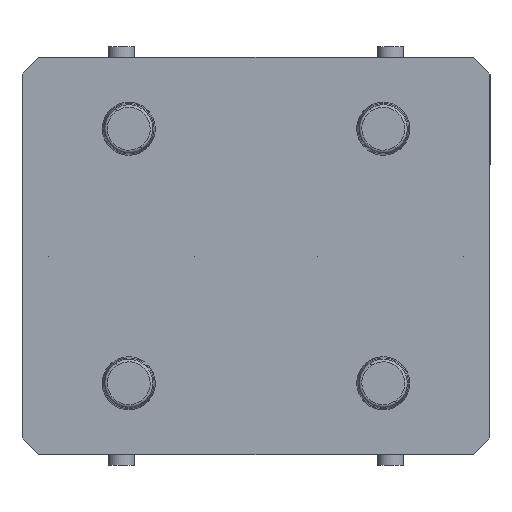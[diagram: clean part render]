
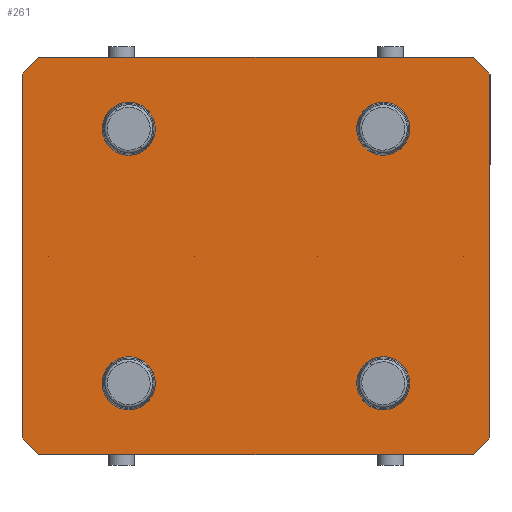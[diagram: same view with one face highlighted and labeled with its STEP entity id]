
A CAD part, front view. The second image highlights one B-rep face of the part: STEP entity #261.
In plain terms, the highlighted planar face has unit normal (0, -1, 0).
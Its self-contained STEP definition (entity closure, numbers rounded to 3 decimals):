
#9 = CARTESIAN_POINT ( 'NONE',  ( 48., 0., 48. ) ) ;
#25 = AXIS2_PLACEMENT_3D ( 'NONE', #673, #9143, #9062 ) ;
#43 = CARTESIAN_POINT ( 'NONE',  ( -88.265, 0., -68.65 ) ) ;
#104 = VERTEX_POINT ( 'NONE', #43 ) ;
#236 = CARTESIAN_POINT ( 'NONE',  ( -48., 0., -48. ) ) ;
#261 = ADVANCED_FACE ( 'NONE', ( #1232, #13007, #6199, #7998, #12029 ), #10579, .F. ) ;
#378 = AXIS2_PLACEMENT_3D ( 'NONE', #12118, #11136, #10321 ) ;
#463 = LINE ( 'NONE', #6935, #4434 ) ;
#572 = ORIENTED_EDGE ( 'NONE', *, *, #4155, .F. ) ;
#635 = ORIENTED_EDGE ( 'NONE', *, *, #8251, .F. ) ;
#673 = CARTESIAN_POINT ( 'NONE',  ( 48., 0., -48. ) ) ;
#674 = ORIENTED_EDGE ( 'NONE', *, *, #12919, .F. ) ;
#684 = ORIENTED_EDGE ( 'NONE', *, *, #12974, .F. ) ;
#749 = CARTESIAN_POINT ( 'NONE',  ( -48., 0., -56.01 ) ) ;
#760 = LINE ( 'NONE', #2091, #7025 ) ;
#781 = EDGE_LOOP ( 'NONE', ( #7150, #635 ) ) ;
#943 = DIRECTION ( 'NONE',  ( 0., 0., -1. ) ) ;
#1035 = CARTESIAN_POINT ( 'NONE',  ( 48., 0., 39.99 ) ) ;
#1232 = FACE_BOUND ( 'NONE', #11842, .T. ) ;
#1399 = VECTOR ( 'NONE', #8346, 1000. ) ;
#1426 = VERTEX_POINT ( 'NONE', #749 ) ;
#1498 = EDGE_CURVE ( 'NONE', #3118, #6855, #2513, .T. ) ;
#1675 = VERTEX_POINT ( 'NONE', #10550 ) ;
#1705 = EDGE_CURVE ( 'NONE', #104, #9712, #5185, .T. ) ;
#1772 = ORIENTED_EDGE ( 'NONE', *, *, #3214, .F. ) ;
#1936 = CARTESIAN_POINT ( 'NONE',  ( 88.265, 0., 68.65 ) ) ;
#1984 = DIRECTION ( 'NONE',  ( 0.707, 0., -0.707 ) ) ;
#2091 = CARTESIAN_POINT ( 'NONE',  ( 88.265, 0., 75. ) ) ;
#2161 = LINE ( 'NONE', #10182, #12923 ) ;
#2186 = VECTOR ( 'NONE', #11362, 1000. ) ;
#2272 = AXIS2_PLACEMENT_3D ( 'NONE', #13103, #12059, #9949 ) ;
#2319 = ORIENTED_EDGE ( 'NONE', *, *, #1498, .F. ) ;
#2348 = VECTOR ( 'NONE', #6291, 1000. ) ;
#2398 = DIRECTION ( 'NONE',  ( 0., -1., 0. ) ) ;
#2451 = VERTEX_POINT ( 'NONE', #3343 ) ;
#2513 = LINE ( 'NONE', #7943, #2186 ) ;
#2545 = VERTEX_POINT ( 'NONE', #10017 ) ;
#2577 = ORIENTED_EDGE ( 'NONE', *, *, #10967, .T. ) ;
#2602 = EDGE_CURVE ( 'NONE', #8948, #10602, #3836, .T. ) ;
#2644 = ORIENTED_EDGE ( 'NONE', *, *, #11282, .T. ) ;
#2999 = CARTESIAN_POINT ( 'NONE',  ( 48., 0., -39.99 ) ) ;
#3106 = DIRECTION ( 'NONE',  ( 0., 0., -1. ) ) ;
#3118 = VERTEX_POINT ( 'NONE', #4920 ) ;
#3134 = DIRECTION ( 'NONE',  ( 0., 0., -1. ) ) ;
#3214 = EDGE_CURVE ( 'NONE', #6203, #4937, #12417, .T. ) ;
#3226 = ORIENTED_EDGE ( 'NONE', *, *, #3871, .F. ) ;
#3272 = DIRECTION ( 'NONE',  ( 0., -1., 0. ) ) ;
#3274 = AXIS2_PLACEMENT_3D ( 'NONE', #236, #2398, #7500 ) ;
#3343 = CARTESIAN_POINT ( 'NONE',  ( -48., 0., 56.01 ) ) ;
#3634 = CARTESIAN_POINT ( 'NONE',  ( 0., 0., 0. ) ) ;
#3684 = ORIENTED_EDGE ( 'NONE', *, *, #1705, .F. ) ;
#3836 = CIRCLE ( 'NONE', #13422, 8.01 ) ;
#3871 = EDGE_CURVE ( 'NONE', #4937, #6203, #6111, .T. ) ;
#3953 = CARTESIAN_POINT ( 'NONE',  ( 88.265, 0., 75. ) ) ;
#4033 = EDGE_CURVE ( 'NONE', #2451, #2545, #8225, .T. ) ;
#4155 = EDGE_CURVE ( 'NONE', #9669, #11249, #5776, .T. ) ;
#4434 = VECTOR ( 'NONE', #5985, 1000. ) ;
#4744 = VERTEX_POINT ( 'NONE', #8216 ) ;
#4920 = CARTESIAN_POINT ( 'NONE',  ( 81.915, 0., -75. ) ) ;
#4937 = VERTEX_POINT ( 'NONE', #5774 ) ;
#5178 = CIRCLE ( 'NONE', #9353, 8.01 ) ;
#5185 = LINE ( 'NONE', #11450, #2348 ) ;
#5193 = EDGE_CURVE ( 'NONE', #2545, #2451, #13221, .T. ) ;
#5255 = CIRCLE ( 'NONE', #9481, 8.01 ) ;
#5288 = EDGE_CURVE ( 'NONE', #3118, #4744, #463, .T. ) ;
#5641 = EDGE_LOOP ( 'NONE', ( #3684, #2577, #2319, #8709, #684, #11988, #572, #2644 ) ) ;
#5774 = CARTESIAN_POINT ( 'NONE',  ( 48., 0., -56.01 ) ) ;
#5776 = LINE ( 'NONE', #3953, #11452 ) ;
#5880 = VERTEX_POINT ( 'NONE', #12797 ) ;
#5985 = DIRECTION ( 'NONE',  ( 0.707, 0., 0.707 ) ) ;
#6111 = CIRCLE ( 'NONE', #12550, 8.01 ) ;
#6129 = CIRCLE ( 'NONE', #3274, 8.01 ) ;
#6162 = AXIS2_PLACEMENT_3D ( 'NONE', #3634, #8826, #10884 ) ;
#6198 = DIRECTION ( 'NONE',  ( -0.707, 0., -0.707 ) ) ;
#6199 = FACE_BOUND ( 'NONE', #6506, .T. ) ;
#6203 = VERTEX_POINT ( 'NONE', #2999 ) ;
#6291 = DIRECTION ( 'NONE',  ( 0., 0., 1. ) ) ;
#6293 = CARTESIAN_POINT ( 'NONE',  ( -81.915, 0., 75. ) ) ;
#6506 = EDGE_LOOP ( 'NONE', ( #3226, #1772 ) ) ;
#6855 = VERTEX_POINT ( 'NONE', #12373 ) ;
#6935 = CARTESIAN_POINT ( 'NONE',  ( 81.915, 0., -75. ) ) ;
#7025 = VECTOR ( 'NONE', #8541, 1000. ) ;
#7150 = ORIENTED_EDGE ( 'NONE', *, *, #2602, .F. ) ;
#7480 = EDGE_LOOP ( 'NONE', ( #11642, #674 ) ) ;
#7500 = DIRECTION ( 'NONE',  ( 0., 0., -1. ) ) ;
#7943 = CARTESIAN_POINT ( 'NONE',  ( 88.265, 0., -75. ) ) ;
#7998 = FACE_BOUND ( 'NONE', #781, .T. ) ;
#8029 = CARTESIAN_POINT ( 'NONE',  ( 48., 0., 48. ) ) ;
#8216 = CARTESIAN_POINT ( 'NONE',  ( 88.265, 0., -68.65 ) ) ;
#8225 = CIRCLE ( 'NONE', #378, 8.01 ) ;
#8251 = EDGE_CURVE ( 'NONE', #10602, #8948, #5178, .T. ) ;
#8346 = DIRECTION ( 'NONE',  ( -0.707, 0., 0.707 ) ) ;
#8404 = EDGE_CURVE ( 'NONE', #1426, #5880, #6129, .T. ) ;
#8541 = DIRECTION ( 'NONE',  ( 0., 0., -1. ) ) ;
#8617 = ORIENTED_EDGE ( 'NONE', *, *, #4033, .F. ) ;
#8709 = ORIENTED_EDGE ( 'NONE', *, *, #5288, .T. ) ;
#8826 = DIRECTION ( 'NONE',  ( 0., 1., 0. ) ) ;
#8948 = VERTEX_POINT ( 'NONE', #1035 ) ;
#9062 = DIRECTION ( 'NONE',  ( 0., 0., -1. ) ) ;
#9143 = DIRECTION ( 'NONE',  ( 0., -1., 0. ) ) ;
#9268 = DIRECTION ( 'NONE',  ( 0., -1., 0. ) ) ;
#9276 = ORIENTED_EDGE ( 'NONE', *, *, #5193, .F. ) ;
#9353 = AXIS2_PLACEMENT_3D ( 'NONE', #9, #3272, #3134 ) ;
#9481 = AXIS2_PLACEMENT_3D ( 'NONE', #10247, #10378, #13418 ) ;
#9669 = VERTEX_POINT ( 'NONE', #13038 ) ;
#9712 = VERTEX_POINT ( 'NONE', #11946 ) ;
#9949 = DIRECTION ( 'NONE',  ( 0., 0., -1. ) ) ;
#10017 = CARTESIAN_POINT ( 'NONE',  ( -48., 0., 39.99 ) ) ;
#10182 = CARTESIAN_POINT ( 'NONE',  ( -88.265, 0., -68.65 ) ) ;
#10247 = CARTESIAN_POINT ( 'NONE',  ( -48., 0., -48. ) ) ;
#10321 = DIRECTION ( 'NONE',  ( 0., 0., -1. ) ) ;
#10378 = DIRECTION ( 'NONE',  ( 0., -1., 0. ) ) ;
#10482 = CARTESIAN_POINT ( 'NONE',  ( 48., 0., 56.01 ) ) ;
#10550 = CARTESIAN_POINT ( 'NONE',  ( 88.265, 0., 68.65 ) ) ;
#10579 = PLANE ( 'NONE',  #6162 ) ;
#10602 = VERTEX_POINT ( 'NONE', #10482 ) ;
#10674 = CARTESIAN_POINT ( 'NONE',  ( 48., 0., -48. ) ) ;
#10884 = DIRECTION ( 'NONE',  ( 0., 0., 1. ) ) ;
#10967 = EDGE_CURVE ( 'NONE', #104, #6855, #2161, .T. ) ;
#11136 = DIRECTION ( 'NONE',  ( 0., -1., 0. ) ) ;
#11249 = VERTEX_POINT ( 'NONE', #11319 ) ;
#11282 = EDGE_CURVE ( 'NONE', #9669, #9712, #12596, .T. ) ;
#11319 = CARTESIAN_POINT ( 'NONE',  ( 81.915, 0., 75. ) ) ;
#11362 = DIRECTION ( 'NONE',  ( -1., 0., 0. ) ) ;
#11450 = CARTESIAN_POINT ( 'NONE',  ( -88.265, 0., 75. ) ) ;
#11452 = VECTOR ( 'NONE', #12426, 1000. ) ;
#11642 = ORIENTED_EDGE ( 'NONE', *, *, #8404, .F. ) ;
#11842 = EDGE_LOOP ( 'NONE', ( #9276, #8617 ) ) ;
#11946 = CARTESIAN_POINT ( 'NONE',  ( -88.265, 0., 68.65 ) ) ;
#11988 = ORIENTED_EDGE ( 'NONE', *, *, #13553, .T. ) ;
#12029 = FACE_OUTER_BOUND ( 'NONE', #5641, .T. ) ;
#12059 = DIRECTION ( 'NONE',  ( 0., -1., 0. ) ) ;
#12118 = CARTESIAN_POINT ( 'NONE',  ( -48., 0., 48. ) ) ;
#12278 = DIRECTION ( 'NONE',  ( 0., -1., 0. ) ) ;
#12373 = CARTESIAN_POINT ( 'NONE',  ( -81.915, 0., -75. ) ) ;
#12417 = CIRCLE ( 'NONE', #25, 8.01 ) ;
#12426 = DIRECTION ( 'NONE',  ( 1., 0., 0. ) ) ;
#12550 = AXIS2_PLACEMENT_3D ( 'NONE', #10674, #12278, #943 ) ;
#12596 = LINE ( 'NONE', #6293, #12908 ) ;
#12797 = CARTESIAN_POINT ( 'NONE',  ( -48., 0., -39.99 ) ) ;
#12908 = VECTOR ( 'NONE', #6198, 1000. ) ;
#12919 = EDGE_CURVE ( 'NONE', #5880, #1426, #5255, .T. ) ;
#12923 = VECTOR ( 'NONE', #1984, 1000. ) ;
#12974 = EDGE_CURVE ( 'NONE', #1675, #4744, #760, .T. ) ;
#12999 = LINE ( 'NONE', #1936, #1399 ) ;
#13007 = FACE_BOUND ( 'NONE', #7480, .T. ) ;
#13038 = CARTESIAN_POINT ( 'NONE',  ( -81.915, 0., 75. ) ) ;
#13103 = CARTESIAN_POINT ( 'NONE',  ( -48., 0., 48. ) ) ;
#13221 = CIRCLE ( 'NONE', #2272, 8.01 ) ;
#13418 = DIRECTION ( 'NONE',  ( 0., 0., -1. ) ) ;
#13422 = AXIS2_PLACEMENT_3D ( 'NONE', #8029, #9268, #3106 ) ;
#13553 = EDGE_CURVE ( 'NONE', #1675, #11249, #12999, .T. ) ;
